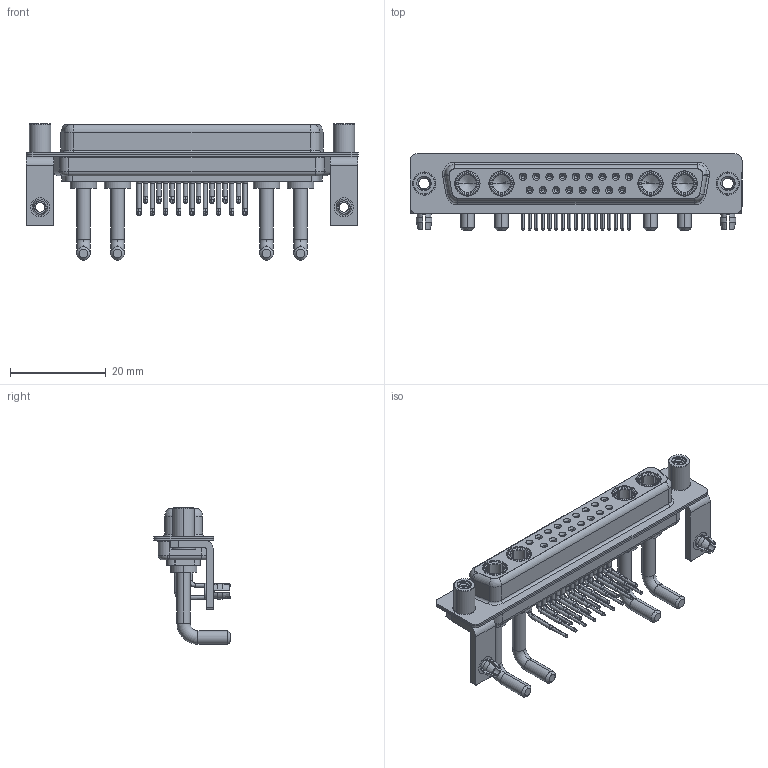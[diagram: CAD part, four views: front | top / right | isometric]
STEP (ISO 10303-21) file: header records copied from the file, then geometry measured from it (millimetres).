
FILE_DESCRIPTION (( 'STEP AP203' ), '1' );
FILE_NAME ('630-21W4250-2T5.STEP', '2022-06-08T16:06:35', ( '' ), ( '' ), 'SwSTEP 2.0', 'SolidWorks 2020', '' );
FILE_SCHEMA (( 'CONFIG_CONTROL_DESIGN' ));
Length unit declared in the file: millimetre
Products named in the file (10): Power Socket_Ext 20A RA; 630Combo Stabilizer Bracket; 630Combo Contact Row 1; 630Combo Board Lock; 630Combo Contact Row 2; 630Combo Shell Rear_37 Contacts; 630Combo Threaded Standoff_5; 630-21W4250-2T5; 630Combo Housing_21W4; 630Combo Shell Front_37 Contacts
Assembly tree (30 placements, depth 2):
  630-21W4250-2T5
    630Combo Housing_21W4
    630Combo Shell Front_37 Contacts
    630Combo Shell Rear_37 Contacts
    630Combo Stabilizer Bracket  x2
    630Combo Board Lock  x2
    630Combo Threaded Standoff_5  x2
    Power Socket_Ext 20A RA  x4
    630Combo Contact Row 1  x9
    630Combo Contact Row 2  x8
Bounding box: 69.4 x 16 x 28.53 mm (x, y, z)
Volume: 6284.8 mm3; surface area: 13933.2 mm2
Topology: 34 solids, 34 shells, 1672 faces, 4288 edges, 2722 vertices
Faces by surface type: cylinder 720, plane 508, cone 285, torus 81, bspline 78
Entity records: 25467 total; most frequent: CARTESIAN_POINT 6159, DIRECTION 3986, ORIENTED_EDGE 3532, EDGE_CURVE 1766, AXIS2_PLACEMENT_3D 1638, VERTEX_POINT 1131, CIRCLE 887, EDGE_LOOP 867
